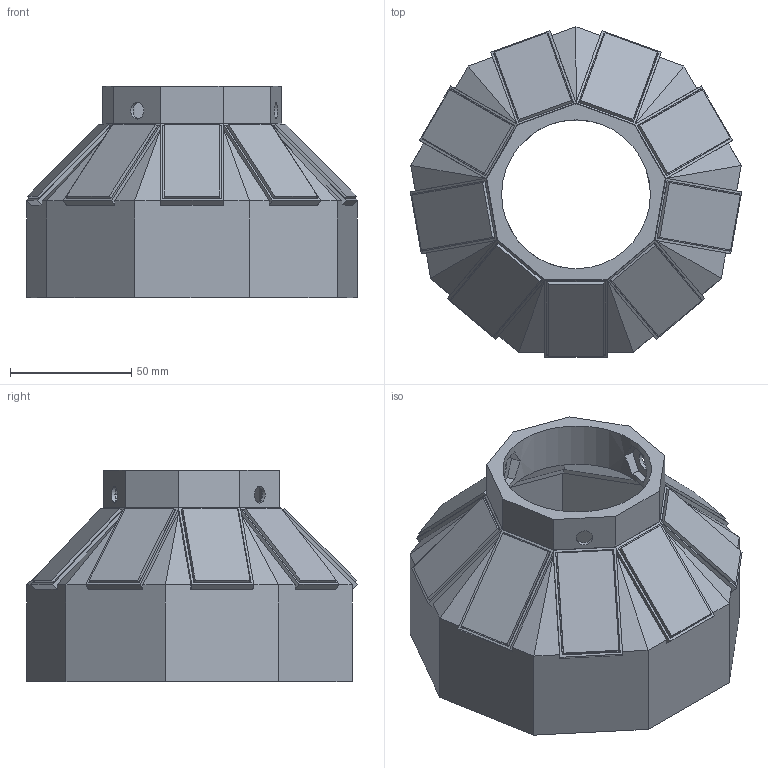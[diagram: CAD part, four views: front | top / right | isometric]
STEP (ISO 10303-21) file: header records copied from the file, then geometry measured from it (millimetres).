
FILE_DESCRIPTION(/* description */ (''),/* implementation_level */ '2;1');
FILE_NAME(/* name */ 'Buoy v2.2.step',/* time_stamp */ '2024-10-04T20:18:28+06:00',/* author */ (''),/* organization */ (''),/* preprocessor_version */ 'ST-DEVELOPER v20',/* originating_system */ 'Autodesk Translation Framework v13.20.0.188',/* authorisation */ '');
FILE_SCHEMA (('AUTOMOTIVE_DESIGN { 1 0 10303 214 3 1 1 }'));
Length unit declared in the file: millimetre
Products named in the file (3): Buoy v2; Solar panels; Solar panel
Assembly tree (10 placements, depth 3):
  Buoy v2
    Solar panels
      Solar panel  x9
Bounding box: 136.89 x 136.49 x 87.3 mm (x, y, z)
Volume: 105561.9 mm3; surface area: 99055.4 mm2
Topology: 10 solids, 10 shells, 348 faces, 807 edges, 502 vertices
Faces by surface type: plane 308, bspline 36, cylinder 4
Full cylindrical faces by diameter (mm): 7 x3, 61.458 x1
Entity records: 9159 total; most frequent: CARTESIAN_POINT 2402, ORIENTED_EDGE 1422, DIRECTION 1203, EDGE_CURVE 711, LINE 593, VECTOR 593, VERTEX_POINT 438, EDGE_LOOP 331
